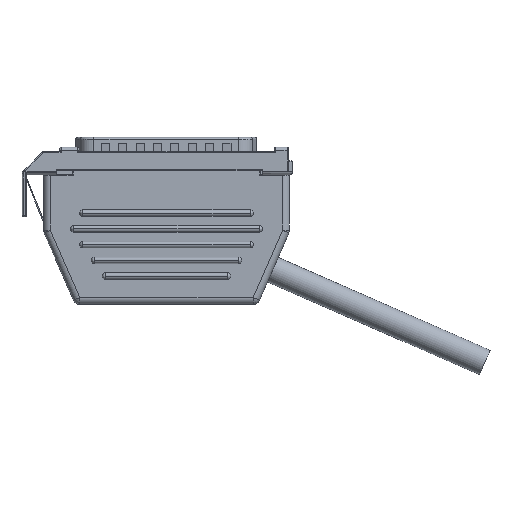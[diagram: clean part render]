
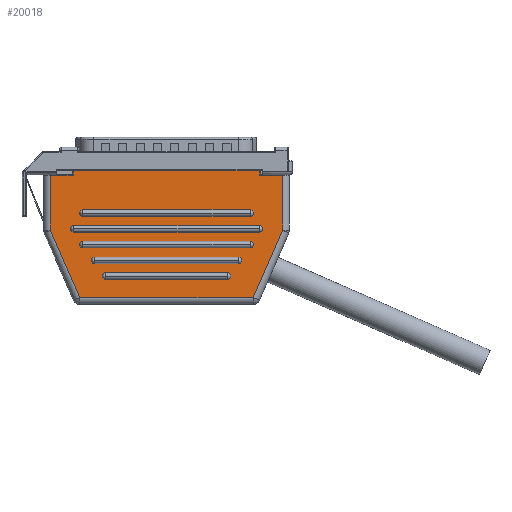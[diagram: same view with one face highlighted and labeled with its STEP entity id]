
A CAD part, front view. The second image highlights one B-rep face of the part: STEP entity #20018.
In plain terms, the highlighted face is planar.
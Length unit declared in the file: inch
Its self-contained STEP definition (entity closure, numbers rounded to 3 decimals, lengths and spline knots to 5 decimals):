
#502=FACE_BOUND('',#3783,.T.);
#503=FACE_BOUND('',#3784,.T.);
#504=FACE_BOUND('',#3785,.T.);
#505=FACE_BOUND('',#3786,.T.);
#506=FACE_BOUND('',#3787,.T.);
#877=PLANE('',#22220);
#2440=FACE_OUTER_BOUND('',#3782,.T.);
#3782=EDGE_LOOP('',(#16554,#16555,#16556,#16557,#16558,#16559,#16560,#16561,
#16562,#16563));
#3783=EDGE_LOOP('',(#16564,#16565,#16566,#16567));
#3784=EDGE_LOOP('',(#16568,#16569,#16570,#16571));
#3785=EDGE_LOOP('',(#16572,#16573,#16574,#16575));
#3786=EDGE_LOOP('',(#16576,#16577,#16578,#16579));
#3787=EDGE_LOOP('',(#16580,#16581,#16582,#16583));
#4808=LINE('',#35526,#6194);
#4810=LINE('',#35569,#6196);
#4812=LINE('',#35579,#6198);
#4814=LINE('',#35622,#6200);
#4816=LINE('',#35632,#6202);
#4818=LINE('',#35675,#6204);
#4820=LINE('',#35685,#6206);
#4822=LINE('',#35728,#6208);
#4824=LINE('',#35738,#6210);
#4826=LINE('',#35781,#6212);
#4959=LINE('',#36901,#6345);
#4962=LINE('',#36910,#6348);
#5075=LINE('',#37561,#6461);
#5076=LINE('',#37563,#6462);
#5088=LINE('',#37599,#6474);
#5123=LINE('',#37738,#6509);
#5135=LINE('',#37808,#6521);
#5136=LINE('',#37810,#6522);
#5138=LINE('',#37813,#6524);
#5139=LINE('',#37815,#6525);
#6194=VECTOR('',#25228,0.3937);
#6196=VECTOR('',#25244,0.3937);
#6198=VECTOR('',#25254,0.3937);
#6200=VECTOR('',#25270,0.3937);
#6202=VECTOR('',#25280,0.3937);
#6204=VECTOR('',#25296,0.3937);
#6206=VECTOR('',#25306,0.3937);
#6208=VECTOR('',#25322,0.3937);
#6210=VECTOR('',#25332,0.3937);
#6212=VECTOR('',#25348,0.3937);
#6345=VECTOR('',#26077,0.3937);
#6348=VECTOR('',#26086,0.3937);
#6461=VECTOR('',#26739,0.3937);
#6462=VECTOR('',#26742,0.3937);
#6474=VECTOR('',#26798,0.3937);
#6509=VECTOR('',#27005,0.3937);
#6521=VECTOR('',#27109,0.3937);
#6522=VECTOR('',#27112,0.3937);
#6524=VECTOR('',#27116,0.3937);
#6525=VECTOR('',#27119,0.3937);
#7443=CIRCLE('',#21441,0.0275);
#7446=CIRCLE('',#21444,0.0275);
#7451=CIRCLE('',#21452,0.0275);
#7454=CIRCLE('',#21455,0.0275);
#7459=CIRCLE('',#21463,0.0275);
#7462=CIRCLE('',#21466,0.0275);
#7467=CIRCLE('',#21474,0.0275);
#7470=CIRCLE('',#21477,0.0275);
#7475=CIRCLE('',#21485,0.0275);
#7478=CIRCLE('',#21488,0.0275);
#9031=VERTEX_POINT('',#35519);
#9034=VERTEX_POINT('',#35524);
#9035=VERTEX_POINT('',#35542);
#9038=VERTEX_POINT('',#35564);
#9039=VERTEX_POINT('',#35572);
#9042=VERTEX_POINT('',#35577);
#9043=VERTEX_POINT('',#35595);
#9046=VERTEX_POINT('',#35617);
#9047=VERTEX_POINT('',#35625);
#9050=VERTEX_POINT('',#35630);
#9051=VERTEX_POINT('',#35648);
#9054=VERTEX_POINT('',#35670);
#9055=VERTEX_POINT('',#35678);
#9058=VERTEX_POINT('',#35683);
#9059=VERTEX_POINT('',#35701);
#9062=VERTEX_POINT('',#35723);
#9063=VERTEX_POINT('',#35731);
#9066=VERTEX_POINT('',#35736);
#9067=VERTEX_POINT('',#35754);
#9070=VERTEX_POINT('',#35776);
#9212=VERTEX_POINT('',#36383);
#9289=VERTEX_POINT('',#36896);
#9290=VERTEX_POINT('',#36900);
#9293=VERTEX_POINT('',#36908);
#9436=VERTEX_POINT('',#37553);
#9437=VERTEX_POINT('',#37557);
#9457=VERTEX_POINT('',#37736);
#9466=VERTEX_POINT('',#37792);
#9468=VERTEX_POINT('',#37798);
#9469=VERTEX_POINT('',#37802);
#11107=EDGE_CURVE('',#9031,#9034,#4808,.T.);
#11110=EDGE_CURVE('',#9035,#9031,#7443,.T.);
#11113=EDGE_CURVE('',#9034,#9038,#7446,.T.);
#11115=EDGE_CURVE('',#9038,#9035,#4810,.T.);
#11119=EDGE_CURVE('',#9039,#9042,#4812,.T.);
#11122=EDGE_CURVE('',#9043,#9039,#7451,.T.);
#11125=EDGE_CURVE('',#9042,#9046,#7454,.T.);
#11127=EDGE_CURVE('',#9046,#9043,#4814,.T.);
#11131=EDGE_CURVE('',#9047,#9050,#4816,.T.);
#11134=EDGE_CURVE('',#9051,#9047,#7459,.T.);
#11137=EDGE_CURVE('',#9050,#9054,#7462,.T.);
#11139=EDGE_CURVE('',#9054,#9051,#4818,.T.);
#11143=EDGE_CURVE('',#9055,#9058,#4820,.T.);
#11146=EDGE_CURVE('',#9059,#9055,#7467,.T.);
#11149=EDGE_CURVE('',#9058,#9062,#7470,.T.);
#11151=EDGE_CURVE('',#9062,#9059,#4822,.T.);
#11155=EDGE_CURVE('',#9063,#9066,#4824,.T.);
#11158=EDGE_CURVE('',#9067,#9063,#7475,.T.);
#11161=EDGE_CURVE('',#9066,#9070,#7478,.T.);
#11163=EDGE_CURVE('',#9070,#9067,#4826,.T.);
#11496=EDGE_CURVE('',#9289,#9290,#4959,.T.);
#11501=EDGE_CURVE('',#9293,#9289,#4962,.T.);
#11776=EDGE_CURVE('',#9437,#9212,#5075,.T.);
#11777=EDGE_CURVE('',#9212,#9436,#5076,.T.);
#11796=EDGE_CURVE('',#9436,#9293,#5088,.T.);
#11865=EDGE_CURVE('',#9457,#9437,#5123,.T.);
#11892=EDGE_CURVE('',#9469,#9457,#5135,.T.);
#11893=EDGE_CURVE('',#9468,#9469,#5136,.T.);
#11895=EDGE_CURVE('',#9466,#9468,#5138,.T.);
#11896=EDGE_CURVE('',#9290,#9466,#5139,.T.);
#16554=ORIENTED_EDGE('',*,*,#11776,.F.);
#16555=ORIENTED_EDGE('',*,*,#11865,.F.);
#16556=ORIENTED_EDGE('',*,*,#11892,.F.);
#16557=ORIENTED_EDGE('',*,*,#11893,.F.);
#16558=ORIENTED_EDGE('',*,*,#11895,.F.);
#16559=ORIENTED_EDGE('',*,*,#11896,.F.);
#16560=ORIENTED_EDGE('',*,*,#11496,.F.);
#16561=ORIENTED_EDGE('',*,*,#11501,.F.);
#16562=ORIENTED_EDGE('',*,*,#11796,.F.);
#16563=ORIENTED_EDGE('',*,*,#11777,.F.);
#16564=ORIENTED_EDGE('',*,*,#11143,.T.);
#16565=ORIENTED_EDGE('',*,*,#11149,.T.);
#16566=ORIENTED_EDGE('',*,*,#11151,.T.);
#16567=ORIENTED_EDGE('',*,*,#11146,.T.);
#16568=ORIENTED_EDGE('',*,*,#11155,.T.);
#16569=ORIENTED_EDGE('',*,*,#11161,.T.);
#16570=ORIENTED_EDGE('',*,*,#11163,.T.);
#16571=ORIENTED_EDGE('',*,*,#11158,.T.);
#16572=ORIENTED_EDGE('',*,*,#11131,.T.);
#16573=ORIENTED_EDGE('',*,*,#11137,.T.);
#16574=ORIENTED_EDGE('',*,*,#11139,.T.);
#16575=ORIENTED_EDGE('',*,*,#11134,.T.);
#16576=ORIENTED_EDGE('',*,*,#11119,.T.);
#16577=ORIENTED_EDGE('',*,*,#11125,.T.);
#16578=ORIENTED_EDGE('',*,*,#11127,.T.);
#16579=ORIENTED_EDGE('',*,*,#11122,.T.);
#16580=ORIENTED_EDGE('',*,*,#11107,.T.);
#16581=ORIENTED_EDGE('',*,*,#11113,.T.);
#16582=ORIENTED_EDGE('',*,*,#11115,.T.);
#16583=ORIENTED_EDGE('',*,*,#11110,.T.);
#20018=ADVANCED_FACE('',(#2440,#502,#503,#504,#505,#506),#877,.F.);
#21441=AXIS2_PLACEMENT_3D('',#35546,#25233,#25234);
#21444=AXIS2_PLACEMENT_3D('',#35566,#25239,#25240);
#21452=AXIS2_PLACEMENT_3D('',#35599,#25259,#25260);
#21455=AXIS2_PLACEMENT_3D('',#35619,#25265,#25266);
#21463=AXIS2_PLACEMENT_3D('',#35652,#25285,#25286);
#21466=AXIS2_PLACEMENT_3D('',#35672,#25291,#25292);
#21474=AXIS2_PLACEMENT_3D('',#35705,#25311,#25312);
#21477=AXIS2_PLACEMENT_3D('',#35725,#25317,#25318);
#21485=AXIS2_PLACEMENT_3D('',#35758,#25337,#25338);
#21488=AXIS2_PLACEMENT_3D('',#35778,#25343,#25344);
#22220=AXIS2_PLACEMENT_3D('',#37818,#27123,#27124);
#25228=DIRECTION('',(-1.,0.,0.));
#25233=DIRECTION('center_axis',(0.,0.,1.));
#25234=DIRECTION('ref_axis',(0.,1.,0.));
#25239=DIRECTION('center_axis',(0.,0.,1.));
#25240=DIRECTION('ref_axis',(0.,-1.,0.));
#25244=DIRECTION('',(1.,0.,0.));
#25254=DIRECTION('',(1.,0.,0.));
#25259=DIRECTION('center_axis',(0.,0.,1.));
#25260=DIRECTION('ref_axis',(0.,-1.,0.));
#25265=DIRECTION('center_axis',(0.,0.,1.));
#25266=DIRECTION('ref_axis',(0.,1.,0.));
#25270=DIRECTION('',(-1.,0.,0.));
#25280=DIRECTION('',(1.,0.,0.));
#25285=DIRECTION('center_axis',(0.,0.,1.));
#25286=DIRECTION('ref_axis',(0.,-1.,0.));
#25291=DIRECTION('center_axis',(0.,0.,1.));
#25292=DIRECTION('ref_axis',(0.,1.,0.));
#25296=DIRECTION('',(-1.,0.,0.));
#25306=DIRECTION('',(1.,0.,0.));
#25311=DIRECTION('center_axis',(0.,0.,1.));
#25312=DIRECTION('ref_axis',(0.,-1.,0.));
#25317=DIRECTION('center_axis',(0.,0.,1.));
#25318=DIRECTION('ref_axis',(0.,1.,0.));
#25322=DIRECTION('',(-1.,0.,0.));
#25332=DIRECTION('',(1.,0.,0.));
#25337=DIRECTION('center_axis',(0.,0.,1.));
#25338=DIRECTION('ref_axis',(0.,-1.,0.));
#25343=DIRECTION('center_axis',(0.,0.,1.));
#25344=DIRECTION('ref_axis',(0.,1.,0.));
#25348=DIRECTION('',(-1.,0.,0.));
#26077=DIRECTION('',(1.,0.,0.));
#26086=DIRECTION('',(0.,1.,0.));
#26739=DIRECTION('',(1.,0.,0.));
#26742=DIRECTION('',(0.,-1.,0.));
#26798=DIRECTION('',(1.,0.,0.));
#27005=DIRECTION('',(0.,-1.,0.));
#27109=DIRECTION('',(-0.401,-0.916,0.));
#27112=DIRECTION('',(-1.,0.,0.));
#27116=DIRECTION('',(-0.401,0.916,0.));
#27119=DIRECTION('',(0.,1.,0.));
#27123=DIRECTION('center_axis',(0.,0.,1.));
#27124=DIRECTION('ref_axis',(1.,0.,0.));
#35519=CARTESIAN_POINT('',(0.5275,0.964,0.));
#35524=CARTESIAN_POINT('',(-0.5275,0.964,0.));
#35526=CARTESIAN_POINT('',(0.26375,0.964,0.));
#35542=CARTESIAN_POINT('',(0.5275,0.909,0.));
#35546=CARTESIAN_POINT('Origin',(0.5275,0.9365,0.));
#35564=CARTESIAN_POINT('',(-0.5275,0.909,0.));
#35566=CARTESIAN_POINT('Origin',(-0.5275,0.9365,0.));
#35569=CARTESIAN_POINT('',(0.,0.909,0.));
#35572=CARTESIAN_POINT('',(-0.6225,0.773,0.));
#35577=CARTESIAN_POINT('',(0.6225,0.773,0.));
#35579=CARTESIAN_POINT('',(0.,0.773,0.));
#35595=CARTESIAN_POINT('',(-0.6225,0.828,0.));
#35599=CARTESIAN_POINT('Origin',(-0.6225,0.8005,0.));
#35617=CARTESIAN_POINT('',(0.6225,0.828,0.));
#35619=CARTESIAN_POINT('Origin',(0.6225,0.8005,0.));
#35622=CARTESIAN_POINT('',(0.31125,0.828,0.));
#35625=CARTESIAN_POINT('',(-0.7225,0.637,0.));
#35630=CARTESIAN_POINT('',(0.7225,0.637,0.));
#35632=CARTESIAN_POINT('',(0.,0.637,0.));
#35648=CARTESIAN_POINT('',(-0.7225,0.692,0.));
#35652=CARTESIAN_POINT('Origin',(-0.7225,0.6645,0.));
#35670=CARTESIAN_POINT('',(0.7225,0.692,0.));
#35672=CARTESIAN_POINT('Origin',(0.7225,0.6645,0.));
#35675=CARTESIAN_POINT('',(0.36125,0.692,0.));
#35678=CARTESIAN_POINT('',(-0.8025,0.501,0.));
#35683=CARTESIAN_POINT('',(0.8025,0.501,0.));
#35685=CARTESIAN_POINT('',(0.,0.501,0.));
#35701=CARTESIAN_POINT('',(-0.8025,0.556,0.));
#35705=CARTESIAN_POINT('Origin',(-0.8025,0.5285,0.));
#35723=CARTESIAN_POINT('',(0.8025,0.556,0.));
#35725=CARTESIAN_POINT('Origin',(0.8025,0.5285,0.));
#35728=CARTESIAN_POINT('',(0.40125,0.556,0.));
#35731=CARTESIAN_POINT('',(-0.7225,0.365,0.));
#35736=CARTESIAN_POINT('',(0.7225,0.365,0.));
#35738=CARTESIAN_POINT('',(0.,0.365,0.));
#35754=CARTESIAN_POINT('',(-0.7225,0.42,0.));
#35758=CARTESIAN_POINT('Origin',(-0.7225,0.3925,0.));
#35776=CARTESIAN_POINT('',(0.7225,0.42,0.));
#35778=CARTESIAN_POINT('Origin',(0.7225,0.3925,0.));
#35781=CARTESIAN_POINT('',(0.36125,0.42,0.));
#36383=CARTESIAN_POINT('',(-0.80606,0.06394,0.));
#36896=CARTESIAN_POINT('',(0.80456,0.06394,0.));
#36900=CARTESIAN_POINT('',(1.00394,0.06394,0.));
#36901=CARTESIAN_POINT('',(0.40425,0.06394,0.));
#36908=CARTESIAN_POINT('',(0.80456,0.00394,0.));
#36910=CARTESIAN_POINT('',(0.80456,0.2715,0.));
#37553=CARTESIAN_POINT('',(-0.80606,0.00394,0.));
#37557=CARTESIAN_POINT('',(-1.00394,0.06394,0.));
#37561=CARTESIAN_POINT('',(-0.5315,0.06394,0.));
#37563=CARTESIAN_POINT('',(-0.80606,0.3015,0.));
#37599=CARTESIAN_POINT('',(0.,0.00394,0.));
#37736=CARTESIAN_POINT('',(-1.00394,0.53883,0.));
#37738=CARTESIAN_POINT('',(-1.00394,0.2715,0.));
#37792=CARTESIAN_POINT('',(1.00394,0.53883,0.));
#37798=CARTESIAN_POINT('',(0.74878,1.12205,0.));
#37802=CARTESIAN_POINT('',(-0.74878,1.12205,0.));
#37808=CARTESIAN_POINT('',(-0.925,0.71925,0.));
#37810=CARTESIAN_POINT('',(-0.3937,1.12205,0.));
#37813=CARTESIAN_POINT('',(0.78721,1.03421,0.));
#37815=CARTESIAN_POINT('',(1.00394,0.5471,0.));
#37818=CARTESIAN_POINT('Origin',(0.,0.54301,0.));
